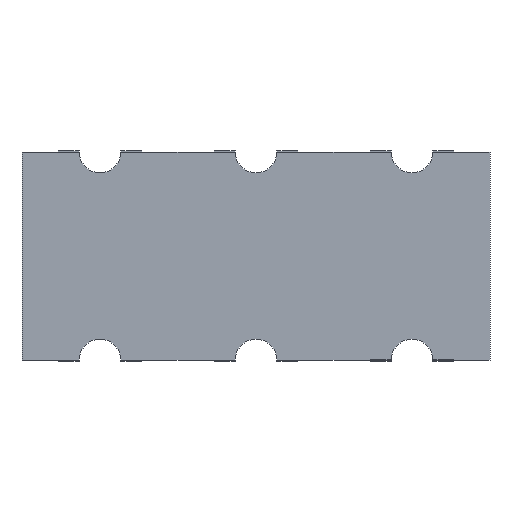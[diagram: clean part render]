
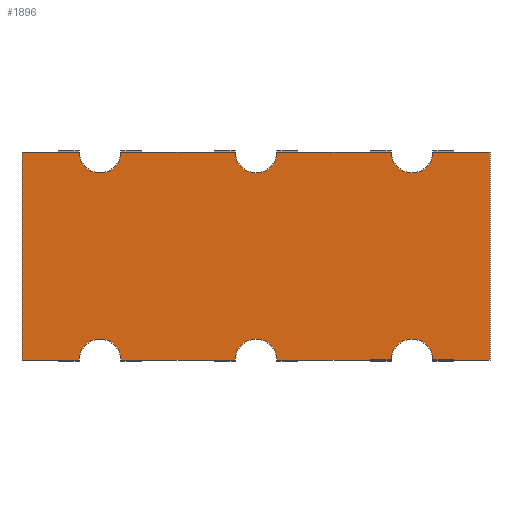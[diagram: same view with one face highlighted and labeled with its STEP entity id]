
A CAD part, front view. The second image highlights one B-rep face of the part: STEP entity #1896.
In plain terms, the highlighted planar face has unit normal (0, -1, 0).
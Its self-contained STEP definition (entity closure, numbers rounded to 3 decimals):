
#36=PLANE('',#2041);
#138=FACE_OUTER_BOUND('',#250,.T.);
#250=EDGE_LOOP('',(#1385,#1386,#1387,#1388,#1389,#1390,#1391,#1392,#1393,
#1394,#1395,#1396,#1397,#1398,#1399,#1400));
#359=LINE('',#2738,#603);
#360=LINE('',#2740,#604);
#363=LINE('',#2744,#607);
#364=LINE('',#2747,#608);
#373=LINE('',#2762,#617);
#375=LINE('',#2765,#619);
#376=LINE('',#2767,#620);
#378=LINE('',#2771,#622);
#379=LINE('',#2773,#623);
#380=LINE('',#2775,#624);
#603=VECTOR('',#2206,10.);
#604=VECTOR('',#2209,10.);
#607=VECTOR('',#2214,10.);
#608=VECTOR('',#2217,10.);
#617=VECTOR('',#2230,10.);
#619=VECTOR('',#2234,10.);
#620=VECTOR('',#2237,10.);
#622=VECTOR('',#2241,10.);
#623=VECTOR('',#2244,10.);
#624=VECTOR('',#2247,10.);
#833=CIRCLE('',#2013,0.2);
#835=CIRCLE('',#2016,0.2);
#837=CIRCLE('',#2019,0.2);
#839=CIRCLE('',#2022,0.2);
#841=CIRCLE('',#2025,0.2);
#843=CIRCLE('',#2028,0.2);
#857=VERTEX_POINT('',#2680);
#858=VERTEX_POINT('',#2681);
#861=VERTEX_POINT('',#2689);
#862=VERTEX_POINT('',#2690);
#865=VERTEX_POINT('',#2698);
#866=VERTEX_POINT('',#2699);
#869=VERTEX_POINT('',#2707);
#870=VERTEX_POINT('',#2708);
#873=VERTEX_POINT('',#2716);
#874=VERTEX_POINT('',#2717);
#877=VERTEX_POINT('',#2725);
#878=VERTEX_POINT('',#2726);
#882=VERTEX_POINT('',#2736);
#883=VERTEX_POINT('',#2746);
#887=VERTEX_POINT('',#2761);
#888=VERTEX_POINT('',#2769);
#1033=EDGE_CURVE('',#857,#858,#833,.T.);
#1037=EDGE_CURVE('',#861,#862,#835,.T.);
#1041=EDGE_CURVE('',#865,#866,#837,.T.);
#1045=EDGE_CURVE('',#869,#870,#839,.T.);
#1049=EDGE_CURVE('',#873,#874,#841,.T.);
#1053=EDGE_CURVE('',#877,#878,#843,.T.);
#1059=EDGE_CURVE('',#882,#870,#359,.T.);
#1060=EDGE_CURVE('',#869,#874,#360,.T.);
#1063=EDGE_CURVE('',#873,#862,#363,.T.);
#1064=EDGE_CURVE('',#861,#883,#364,.T.);
#1073=EDGE_CURVE('',#877,#887,#373,.T.);
#1075=EDGE_CURVE('',#865,#878,#375,.T.);
#1076=EDGE_CURVE('',#857,#866,#376,.T.);
#1078=EDGE_CURVE('',#888,#858,#378,.T.);
#1079=EDGE_CURVE('',#883,#888,#379,.T.);
#1080=EDGE_CURVE('',#887,#882,#380,.T.);
#1385=ORIENTED_EDGE('',*,*,#1033,.T.);
#1386=ORIENTED_EDGE('',*,*,#1078,.F.);
#1387=ORIENTED_EDGE('',*,*,#1079,.F.);
#1388=ORIENTED_EDGE('',*,*,#1064,.F.);
#1389=ORIENTED_EDGE('',*,*,#1037,.T.);
#1390=ORIENTED_EDGE('',*,*,#1063,.F.);
#1391=ORIENTED_EDGE('',*,*,#1049,.T.);
#1392=ORIENTED_EDGE('',*,*,#1060,.F.);
#1393=ORIENTED_EDGE('',*,*,#1045,.T.);
#1394=ORIENTED_EDGE('',*,*,#1059,.F.);
#1395=ORIENTED_EDGE('',*,*,#1080,.F.);
#1396=ORIENTED_EDGE('',*,*,#1073,.F.);
#1397=ORIENTED_EDGE('',*,*,#1053,.T.);
#1398=ORIENTED_EDGE('',*,*,#1075,.F.);
#1399=ORIENTED_EDGE('',*,*,#1041,.T.);
#1400=ORIENTED_EDGE('',*,*,#1076,.F.);
#1896=ADVANCED_FACE('',(#138),#36,.F.);
#2013=AXIS2_PLACEMENT_3D('',#2682,#2156,#2157);
#2016=AXIS2_PLACEMENT_3D('',#2691,#2164,#2165);
#2019=AXIS2_PLACEMENT_3D('',#2700,#2172,#2173);
#2022=AXIS2_PLACEMENT_3D('',#2709,#2180,#2181);
#2025=AXIS2_PLACEMENT_3D('',#2718,#2188,#2189);
#2028=AXIS2_PLACEMENT_3D('',#2727,#2196,#2197);
#2041=AXIS2_PLACEMENT_3D('',#2776,#2248,#2249);
#2156=DIRECTION('center_axis',(0.,1.,0.));
#2157=DIRECTION('ref_axis',(-1.,0.,0.));
#2164=DIRECTION('center_axis',(0.,1.,0.));
#2165=DIRECTION('ref_axis',(-1.,0.,0.));
#2172=DIRECTION('center_axis',(0.,1.,0.));
#2173=DIRECTION('ref_axis',(-1.,0.,0.));
#2180=DIRECTION('center_axis',(0.,1.,0.));
#2181=DIRECTION('ref_axis',(-1.,0.,0.));
#2188=DIRECTION('center_axis',(0.,1.,0.));
#2189=DIRECTION('ref_axis',(-1.,0.,0.));
#2196=DIRECTION('center_axis',(0.,1.,0.));
#2197=DIRECTION('ref_axis',(-1.,0.,0.));
#2206=DIRECTION('',(-1.,0.,0.));
#2209=DIRECTION('',(-1.,0.,0.));
#2214=DIRECTION('',(-1.,0.,0.));
#2217=DIRECTION('',(-1.,0.,0.));
#2230=DIRECTION('',(1.,0.,0.));
#2234=DIRECTION('',(1.,0.,0.));
#2237=DIRECTION('',(1.,0.,0.));
#2241=DIRECTION('',(1.,0.,0.));
#2244=DIRECTION('',(0.,0.,1.));
#2247=DIRECTION('',(0.,0.,-1.));
#2248=DIRECTION('center_axis',(0.,1.,0.));
#2249=DIRECTION('ref_axis',(1.,0.,0.));
#2680=CARTESIAN_POINT('',(-1.3,0.,1.));
#2681=CARTESIAN_POINT('',(-1.7,0.,1.));
#2682=CARTESIAN_POINT('Origin',(-1.5,0.,1.));
#2689=CARTESIAN_POINT('',(-1.7,0.,-1.));
#2690=CARTESIAN_POINT('',(-1.3,0.,-1.));
#2691=CARTESIAN_POINT('Origin',(-1.5,0.,-1.));
#2698=CARTESIAN_POINT('',(0.2,0.,1.));
#2699=CARTESIAN_POINT('',(-0.2,0.,1.));
#2700=CARTESIAN_POINT('Origin',(0.,0.,1.));
#2707=CARTESIAN_POINT('',(1.3,0.,-1.));
#2708=CARTESIAN_POINT('',(1.7,0.,-1.));
#2709=CARTESIAN_POINT('Origin',(1.5,0.,-1.));
#2716=CARTESIAN_POINT('',(-0.2,0.,-1.));
#2717=CARTESIAN_POINT('',(0.2,0.,-1.));
#2718=CARTESIAN_POINT('Origin',(0.,0.,-1.));
#2725=CARTESIAN_POINT('',(1.7,0.,1.));
#2726=CARTESIAN_POINT('',(1.3,0.,1.));
#2727=CARTESIAN_POINT('Origin',(1.5,0.,1.));
#2736=CARTESIAN_POINT('',(2.25,0.,-1.));
#2738=CARTESIAN_POINT('',(2.25,0.,-1.));
#2740=CARTESIAN_POINT('',(2.25,0.,-1.));
#2744=CARTESIAN_POINT('',(2.25,0.,-1.));
#2746=CARTESIAN_POINT('',(-2.25,0.,-1.));
#2747=CARTESIAN_POINT('',(2.25,0.,-1.));
#2761=CARTESIAN_POINT('',(2.25,0.,1.));
#2762=CARTESIAN_POINT('',(-2.25,0.,1.));
#2765=CARTESIAN_POINT('',(-2.25,0.,1.));
#2767=CARTESIAN_POINT('',(-2.25,0.,1.));
#2769=CARTESIAN_POINT('',(-2.25,0.,1.));
#2771=CARTESIAN_POINT('',(-2.25,0.,1.));
#2773=CARTESIAN_POINT('',(-2.25,0.,-1.));
#2775=CARTESIAN_POINT('',(2.25,0.,1.));
#2776=CARTESIAN_POINT('Origin',(0.,0.,0.));
